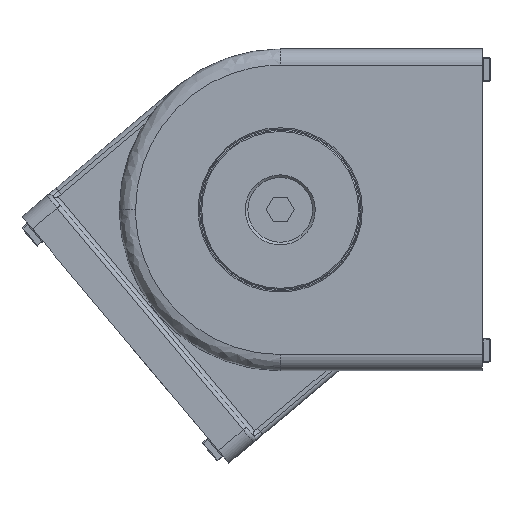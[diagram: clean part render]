
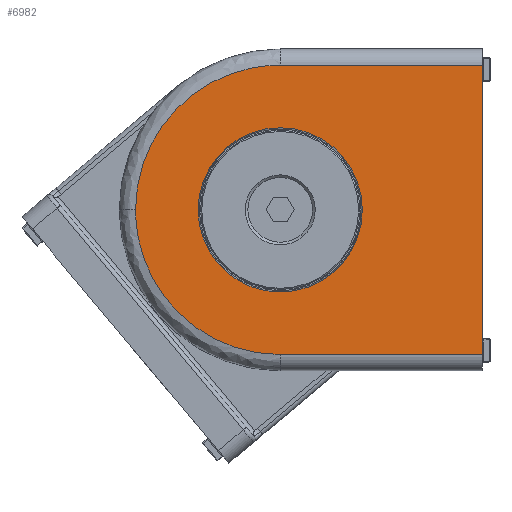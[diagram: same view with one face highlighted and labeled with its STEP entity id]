
A CAD part, left-side view. The second image highlights one B-rep face of the part: STEP entity #6982.
In plain terms, the highlighted face is planar.
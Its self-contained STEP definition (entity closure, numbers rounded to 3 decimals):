
#471 = EDGE_CURVE ( 'NONE', #473, #502, #8346, .T. ) ;
#473 = VERTEX_POINT ( 'NONE', #8312 ) ;
#502 = VERTEX_POINT ( 'NONE', #8358 ) ;
#874 = EDGE_CURVE ( 'NONE', #889, #879, #9730, .T. ) ;
#879 = VERTEX_POINT ( 'NONE', #9738 ) ;
#889 = VERTEX_POINT ( 'NONE', #9819 ) ;
#1158 = EDGE_LOOP ( 'NONE', ( #1163, #3538 ) ) ;
#1163 = ORIENTED_EDGE ( 'NONE', *, *, #1664, .F. ) ;
#1664 = EDGE_CURVE ( 'NONE', #502, #473, #11144, .T. ) ;
#2361 = ORIENTED_EDGE ( 'NONE', *, *, #874, .F. ) ;
#2367 = EDGE_LOOP ( 'NONE', ( #6942, #6946, #3057, #2361, #3512 ) ) ;
#2950 = VERTEX_POINT ( 'NONE', #11239 ) ;
#3057 = ORIENTED_EDGE ( 'NONE', *, *, #3511, .F. ) ;
#3511 = EDGE_CURVE ( 'NONE', #879, #3516, #11319, .T. ) ;
#3512 = ORIENTED_EDGE ( 'NONE', *, *, #3532, .F. ) ;
#3516 = VERTEX_POINT ( 'NONE', #11313 ) ;
#3532 = EDGE_CURVE ( 'NONE', #3535, #889, #11351, .T. ) ;
#3535 = VERTEX_POINT ( 'NONE', #11357 ) ;
#3538 = ORIENTED_EDGE ( 'NONE', *, *, #471, .F. ) ;
#6942 = ORIENTED_EDGE ( 'NONE', *, *, #6944, .F. ) ;
#6944 = EDGE_CURVE ( 'NONE', #2950, #3535, #12183, .T. ) ;
#6946 = ORIENTED_EDGE ( 'NONE', *, *, #6978, .F. ) ;
#6978 = EDGE_CURVE ( 'NONE', #3516, #2950, #12217, .T. ) ;
#6982 = ADVANCED_FACE ( 'NONE', ( #12261, #12219 ), #12260, .F. ) ;
#8311 = CARTESIAN_POINT ( 'NONE',  ( 0., 19.9, -41. ) ) ;
#8312 = CARTESIAN_POINT ( 'NONE',  ( 0., 19.9, -61.319 ) ) ;
#8343 = DIRECTION ( 'NONE',  ( 0., 0., 1. ) ) ;
#8344 = DIRECTION ( 'NONE',  ( 0., 1., 0. ) ) ;
#8345 = AXIS2_PLACEMENT_3D ( 'NONE', #8311, #8344, #8343 ) ;
#8346 = CIRCLE ( 'NONE', #8345, 20.319 ) ;
#8358 = CARTESIAN_POINT ( 'NONE',  ( 0., 19.9, -20.681 ) ) ;
#9730 =( BOUNDED_CURVE ( )  B_SPLINE_CURVE ( 3, ( #9769, #9768, #9767, #9766 ),
 .UNSPECIFIED., .F., .F. ) 
 B_SPLINE_CURVE_WITH_KNOTS ( ( 4, 4 ),
 ( 0., 1. ),
 .UNSPECIFIED. ) 
 CURVE ( )  GEOMETRIC_REPRESENTATION_ITEM ( )  RATIONAL_B_SPLINE_CURVE ( ( 1., 0.805, 0.805, 1. ) ) 
 REPRESENTATION_ITEM ( '' )  );
#9738 = CARTESIAN_POINT ( 'NONE',  ( 35.8, 19.9, -41. ) ) ;
#9766 = CARTESIAN_POINT ( 'NONE',  ( 35.8, 19.9, -41. ) ) ;
#9767 = CARTESIAN_POINT ( 'NONE',  ( 35.8, 19.9, -61.971 ) ) ;
#9768 = CARTESIAN_POINT ( 'NONE',  ( 20.971, 19.9, -76.8 ) ) ;
#9769 = CARTESIAN_POINT ( 'NONE',  ( 0., 19.9, -76.8 ) ) ;
#9819 = CARTESIAN_POINT ( 'NONE',  ( 0., 19.9, -76.8 ) ) ;
#11096 = CARTESIAN_POINT ( 'NONE',  ( 0., 19.9, -41. ) ) ;
#11135 = DIRECTION ( 'NONE',  ( 0., 0., 1. ) ) ;
#11136 = DIRECTION ( 'NONE',  ( 0., 1., 0. ) ) ;
#11137 = AXIS2_PLACEMENT_3D ( 'NONE', #11096, #11136, #11135 ) ;
#11144 = CIRCLE ( 'NONE', #11137, 20.319 ) ;
#11239 = CARTESIAN_POINT ( 'NONE',  ( -35.8, 19.9, 9. ) ) ;
#11313 = CARTESIAN_POINT ( 'NONE',  ( 35.8, 19.9, 9. ) ) ;
#11314 = VECTOR ( 'NONE', #11360, 1000. ) ;
#11319 = LINE ( 'NONE', #11321, #11314 ) ;
#11321 = CARTESIAN_POINT ( 'NONE',  ( 35.8, 19.9, 0. ) ) ;
#11347 = CARTESIAN_POINT ( 'NONE',  ( 0., 19.9, -76.8 ) ) ;
#11348 = CARTESIAN_POINT ( 'NONE',  ( -20.971, 19.9, -76.8 ) ) ;
#11349 = CARTESIAN_POINT ( 'NONE',  ( -35.8, 19.9, -61.971 ) ) ;
#11350 = CARTESIAN_POINT ( 'NONE',  ( -35.8, 19.9, -41. ) ) ;
#11351 =( BOUNDED_CURVE ( )  B_SPLINE_CURVE ( 3, ( #11350, #11349, #11348, #11347 ),
 .UNSPECIFIED., .F., .T. ) 
 B_SPLINE_CURVE_WITH_KNOTS ( ( 4, 4 ),
 ( 0., 1. ),
 .UNSPECIFIED. ) 
 CURVE ( )  GEOMETRIC_REPRESENTATION_ITEM ( )  RATIONAL_B_SPLINE_CURVE ( ( 1., 0.805, 0.805, 1. ) ) 
 REPRESENTATION_ITEM ( '' )  );
#11357 = CARTESIAN_POINT ( 'NONE',  ( -35.8, 19.9, -41. ) ) ;
#11360 = DIRECTION ( 'NONE',  ( 0., 0., 1. ) ) ;
#12180 = DIRECTION ( 'NONE',  ( 0., 0., -1. ) ) ;
#12181 = VECTOR ( 'NONE', #12180, 1000. ) ;
#12182 = CARTESIAN_POINT ( 'NONE',  ( -35.8, 19.9, 0. ) ) ;
#12183 = LINE ( 'NONE', #12182, #12181 ) ;
#12216 = CARTESIAN_POINT ( 'NONE',  ( -45.5, 19.9, 9. ) ) ;
#12217 = LINE ( 'NONE', #12216, #12273 ) ;
#12219 = FACE_BOUND ( 'NONE', #1158, .T. ) ;
#12252 = DIRECTION ( 'NONE',  ( 0., 0., -1. ) ) ;
#12253 = DIRECTION ( 'NONE',  ( 0., -1., 0. ) ) ;
#12254 = CARTESIAN_POINT ( 'NONE',  ( 39.8, 19.9, 0. ) ) ;
#12260 = PLANE ( 'NONE',  #12269 ) ;
#12261 = FACE_OUTER_BOUND ( 'NONE', #2367, .T. ) ;
#12269 = AXIS2_PLACEMENT_3D ( 'NONE', #12254, #12253, #12252 ) ;
#12272 = DIRECTION ( 'NONE',  ( -1., 0., 0. ) ) ;
#12273 = VECTOR ( 'NONE', #12272, 1000. ) ;
